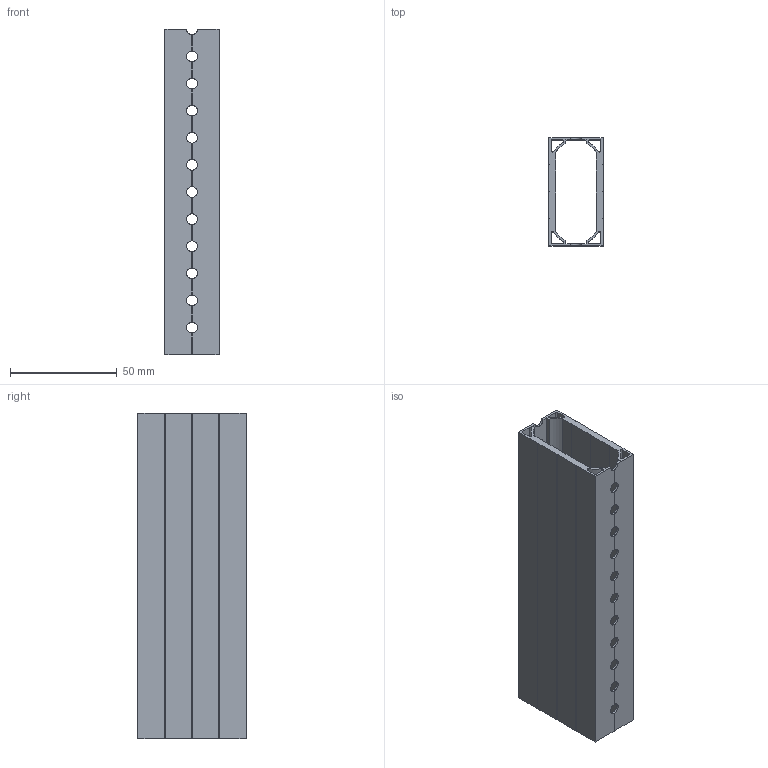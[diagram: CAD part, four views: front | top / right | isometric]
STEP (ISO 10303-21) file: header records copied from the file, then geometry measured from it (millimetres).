
FILE_DESCRIPTION (( 'STEP AP214' ), '1' );
FILE_NAME ('Extruded2x1x6.STEP', '2023-01-18T04:19:15', ( '' ), ( '' ), 'SwSTEP 2.0', 'SolidWorks 2021', '' );
FILE_SCHEMA (( 'AUTOMOTIVE_DESIGN' ));
Length unit declared in the file: inch
Products named in the file (1): Extruded2x1x6
Bounding box: 25.4 x 50.8 x 152.4 mm (x, y, z)
Volume: 52044.8 mm3; surface area: 54511 mm2
Topology: 1 solids, 1 shells, 193 faces, 596 edges, 382 vertices
Faces by surface type: plane 109, cylinder 84
Entity records: 6850 total; most frequent: DIRECTION 1244, ORIENTED_EDGE 1192, CARTESIAN_POINT 1172, EDGE_CURVE 596, AXIS2_PLACEMENT_3D 454, VERTEX_POINT 382, LINE 336, VECTOR 336
